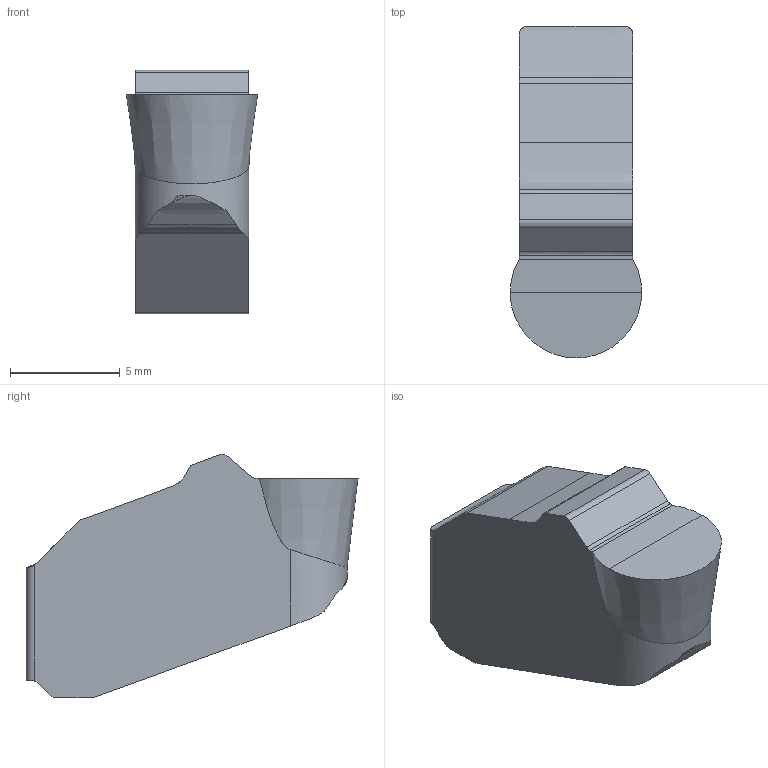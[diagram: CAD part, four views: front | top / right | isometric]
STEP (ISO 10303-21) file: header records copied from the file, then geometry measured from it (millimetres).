
FILE_DESCRIPTION(/* description */ (''),/* implementation_level */ '2;1');
FILE_NAME(/* name */ 'aaa341245_a.stp',/* time_stamp */ '2019-10-14T10:35:55+02:00',/* author */ (''),/* organization */ ('SMS'),/* preprocessor_version */ 'ST-DEVELOPER v16.7',/* originating_system */ 'SIEMENS PLM Software NX 12.0',/* authorisation */ '');
FILE_SCHEMA (('AUTOMOTIVE_DESIGN { 1 0 10303 214 3 1 1 1 }'));
Length unit declared in the file: millimetre
Products named in the file (1): AAA341245_A
Bounding box: 6 x 15.15 x 11.11 mm (x, y, z)
Volume: 567.6 mm3; surface area: 433.7 mm2
Topology: 1 solids, 1 shells, 30 faces, 87 edges, 61 vertices
Faces by surface type: extrusion 11, plane 10, cylinder 7, cone 1, bspline 1
Entity records: 1575 total; most frequent: CARTESIAN_POINT 782, ORIENTED_EDGE 172, DIRECTION 119, EDGE_CURVE 86, VERTEX_POINT 58, VECTOR 51, B_SPLINE_CURVE_WITH_KNOTS 45, LINE 40
